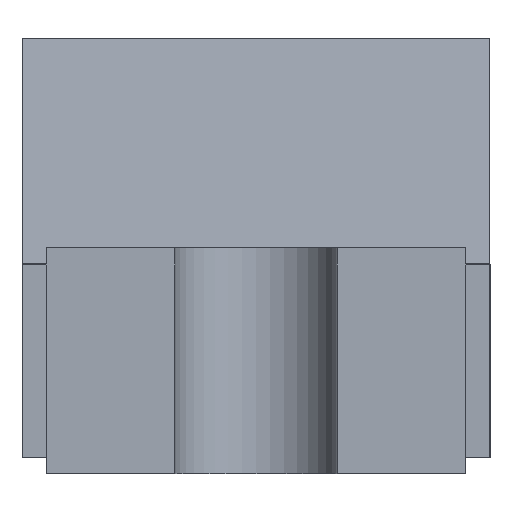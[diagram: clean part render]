
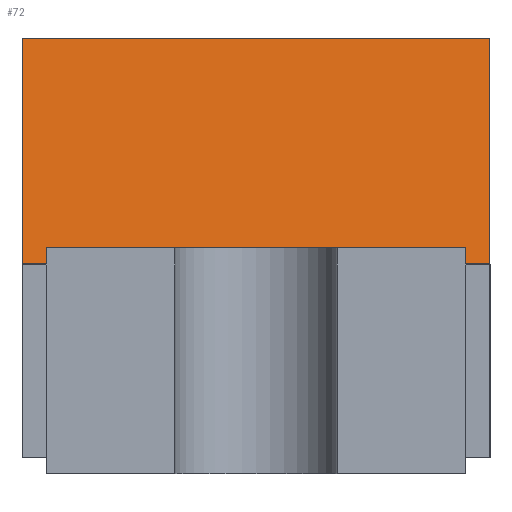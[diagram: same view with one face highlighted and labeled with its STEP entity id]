
A CAD part, left-side view. The second image highlights one B-rep face of the part: STEP entity #72.
In plain terms, the highlighted planar face has unit normal (-0.99, 0, 0.141).
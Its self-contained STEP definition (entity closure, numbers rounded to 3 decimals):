
#36 = EDGE_CURVE('',#37,#39,#41,.T.);
#37 = VERTEX_POINT('',#38);
#38 = CARTESIAN_POINT('',(-0.5,0.362,0.331));
#39 = VERTEX_POINT('',#40);
#40 = CARTESIAN_POINT('',(-0.45,0.362,0.68)
  );
#41 = LINE('',#42,#43);
#42 = CARTESIAN_POINT('',(-0.5,0.362,0.33)
  );
#43 = VECTOR('',#44,1.);
#44 = DIRECTION('',(0.141,0.,0.99));
#72 = ADVANCED_FACE('',(#73),#98,.T.);
#73 = FACE_BOUND('',#74,.T.);
#74 = EDGE_LOOP('',(#75,#76,#84,#92));
#75 = ORIENTED_EDGE('',*,*,#36,.F.);
#76 = ORIENTED_EDGE('',*,*,#77,.F.);
#77 = EDGE_CURVE('',#78,#37,#80,.T.);
#78 = VERTEX_POINT('',#79);
#79 = CARTESIAN_POINT('',(-0.5,-0.363,0.331));
#80 = LINE('',#81,#82);
#81 = CARTESIAN_POINT('',(-0.5,-0.319,0.331));
#82 = VECTOR('',#83,1.);
#83 = DIRECTION('',(0.,1.,-0.));
#84 = ORIENTED_EDGE('',*,*,#85,.T.);
#85 = EDGE_CURVE('',#78,#86,#88,.T.);
#86 = VERTEX_POINT('',#87);
#87 = CARTESIAN_POINT('',(-0.45,-0.363,0.68
    ));
#88 = LINE('',#89,#90);
#89 = CARTESIAN_POINT('',(-0.5,-0.363,0.33
    ));
#90 = VECTOR('',#91,1.);
#91 = DIRECTION('',(0.141,0.,0.99));
#92 = ORIENTED_EDGE('',*,*,#93,.F.);
#93 = EDGE_CURVE('',#39,#86,#94,.T.);
#94 = LINE('',#95,#96);
#95 = CARTESIAN_POINT('',(-0.45,0.362,0.68)
  );
#96 = VECTOR('',#97,1.);
#97 = DIRECTION('',(0.,-1.,0.));
#98 = PLANE('',#99);
#99 = AXIS2_PLACEMENT_3D('',#100,#101,#102);
#100 = CARTESIAN_POINT('',(-0.5,0.362,0.33
    ));
#101 = DIRECTION('',(-0.99,0.,0.141)
  );
#102 = DIRECTION('',(0.141,0.,0.99));
